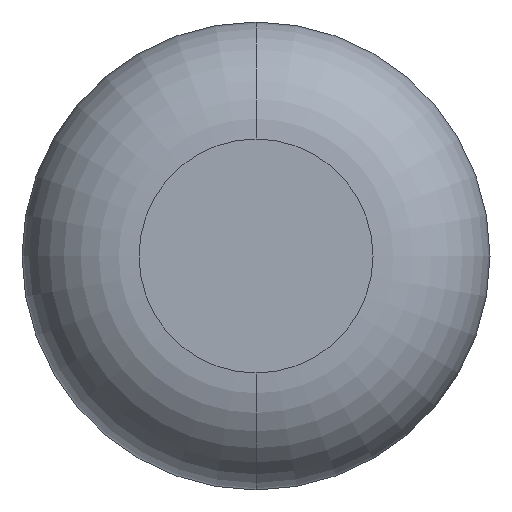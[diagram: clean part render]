
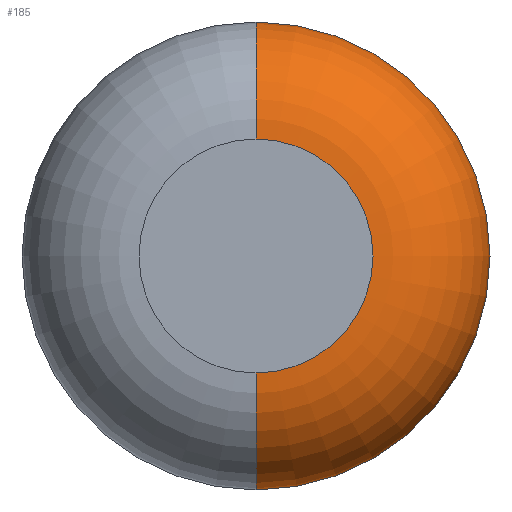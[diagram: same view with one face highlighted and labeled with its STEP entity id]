
A CAD part, front view. The second image highlights one B-rep face of the part: STEP entity #185.
In plain terms, the highlighted toroidal (fillet/blend) face has major radius 3.175 mm and minor radius 3.175 mm.
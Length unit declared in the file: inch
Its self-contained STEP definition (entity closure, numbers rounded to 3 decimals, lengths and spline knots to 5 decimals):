
#1 = EDGE_CURVE ( 'NONE', #413, #374, #375, .T. ) ;
#6 = DIRECTION ( 'NONE',  ( 0., -1., 0. ) ) ;
#16 = TOROIDAL_SURFACE ( 'NONE', #327, 0.125, 0.125 ) ;
#34 = CARTESIAN_POINT ( 'NONE',  ( 0., 0., -0.125 ) ) ;
#98 = CARTESIAN_POINT ( 'NONE',  ( 0., 0.125, 0. ) ) ;
#103 = ORIENTED_EDGE ( 'NONE', *, *, #382, .T. ) ;
#122 = VERTEX_POINT ( 'NONE', #342 ) ;
#185 = ADVANCED_FACE ( 'NONE', ( #205 ), #16, .T. ) ;
#195 = DIRECTION ( 'NONE',  ( 0., 0., -1. ) ) ;
#205 = FACE_OUTER_BOUND ( 'NONE', #357, .T. ) ;
#220 = AXIS2_PLACEMENT_3D ( 'NONE', #299, #6, #466 ) ;
#235 = DIRECTION ( 'NONE',  ( 0., 0., -1. ) ) ;
#254 = ORIENTED_EDGE ( 'NONE', *, *, #1, .F. ) ;
#288 = EDGE_CURVE ( 'NONE', #441, #413, #547, .T. ) ;
#289 = CARTESIAN_POINT ( 'NONE',  ( 0., 0., 0.125 ) ) ;
#299 = CARTESIAN_POINT ( 'NONE',  ( 0., 0., 0. ) ) ;
#323 = DIRECTION ( 'NONE',  ( 1., 0., 0. ) ) ;
#326 = DIRECTION ( 'NONE',  ( 0., 0., 1. ) ) ;
#327 = AXIS2_PLACEMENT_3D ( 'NONE', #428, #388, #425 ) ;
#342 = CARTESIAN_POINT ( 'NONE',  ( 0., 0.125, 0.25 ) ) ;
#349 = ORIENTED_EDGE ( 'NONE', *, *, #288, .F. ) ;
#357 = EDGE_LOOP ( 'NONE', ( #548, #103, #254, #349 ) ) ;
#363 = CARTESIAN_POINT ( 'NONE',  ( 0., 0.125, -0.125 ) ) ;
#374 = VERTEX_POINT ( 'NONE', #289 ) ;
#375 = CIRCLE ( 'NONE', #220, 0.125 ) ;
#382 = EDGE_CURVE ( 'NONE', #122, #374, #545, .T. ) ;
#388 = DIRECTION ( 'NONE',  ( 0., -1., 0. ) ) ;
#411 = AXIS2_PLACEMENT_3D ( 'NONE', #450, #323, #195 ) ;
#412 = AXIS2_PLACEMENT_3D ( 'NONE', #98, #423, #235 ) ;
#413 = VERTEX_POINT ( 'NONE', #34 ) ;
#423 = DIRECTION ( 'NONE',  ( 0., -1., 0. ) ) ;
#425 = DIRECTION ( 'NONE',  ( 0., 0., -1. ) ) ;
#428 = CARTESIAN_POINT ( 'NONE',  ( 0., 0.125, 0. ) ) ;
#431 = CARTESIAN_POINT ( 'NONE',  ( 0., 0.125, -0.25 ) ) ;
#432 = EDGE_CURVE ( 'NONE', #441, #122, #499, .T. ) ;
#441 = VERTEX_POINT ( 'NONE', #431 ) ;
#450 = CARTESIAN_POINT ( 'NONE',  ( 0., 0.125, 0.125 ) ) ;
#466 = DIRECTION ( 'NONE',  ( 0., 0., -1. ) ) ;
#499 = CIRCLE ( 'NONE', #412, 0.25 ) ;
#526 = AXIS2_PLACEMENT_3D ( 'NONE', #363, #549, #326 ) ;
#545 = CIRCLE ( 'NONE', #411, 0.125 ) ;
#547 = CIRCLE ( 'NONE', #526, 0.125 ) ;
#548 = ORIENTED_EDGE ( 'NONE', *, *, #432, .T. ) ;
#549 = DIRECTION ( 'NONE',  ( -1., 0., 0. ) ) ;
